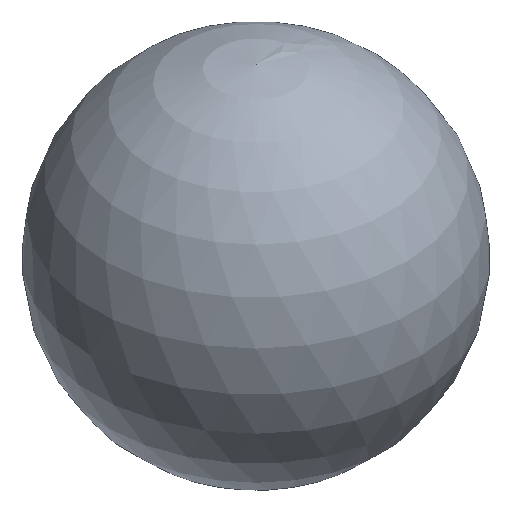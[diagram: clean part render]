
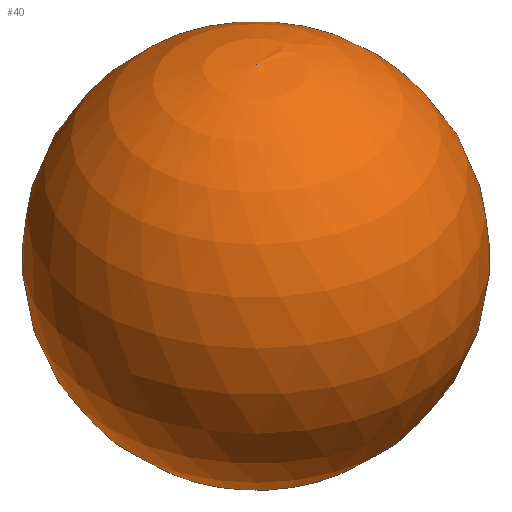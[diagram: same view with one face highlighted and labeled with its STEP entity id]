
A CAD part, isometric view. The second image highlights one B-rep face of the part: STEP entity #40.
In plain terms, the highlighted spherical face has radius 10 mm.
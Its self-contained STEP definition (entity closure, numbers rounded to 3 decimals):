
#40 = ADVANCED_FACE( '', ( #79 ), #80, .T. );
#79 = FACE_OUTER_BOUND( '', #109, .T. );
#80 = SPHERICAL_SURFACE( '', #110, 10. );
#109 = EDGE_LOOP( '', ( #143 ) );
#110 = AXIS2_PLACEMENT_3D( '', #144, #145, #146 );
#143 = ORIENTED_EDGE( '', *, *, #152, .T. );
#144 = CARTESIAN_POINT( '', ( 0., 0., 8. ) );
#145 = DIRECTION( '', ( 0., 0., 1. ) );
#146 = DIRECTION( '', ( 1., 0., 0. ) );
#152 = EDGE_CURVE( '', #167, #167, #168, .T. );
#167 = VERTEX_POINT( '', #183 );
#168 = CIRCLE( '', #184, 6. );
#183 = CARTESIAN_POINT( '', ( 6., 0., 0. ) );
#184 = AXIS2_PLACEMENT_3D( '', #200, #201, #202 );
#200 = CARTESIAN_POINT( '', ( 0., 0., 0. ) );
#201 = DIRECTION( '', ( 0., 0., 1. ) );
#202 = DIRECTION( '', ( 1., 0., 0. ) );
